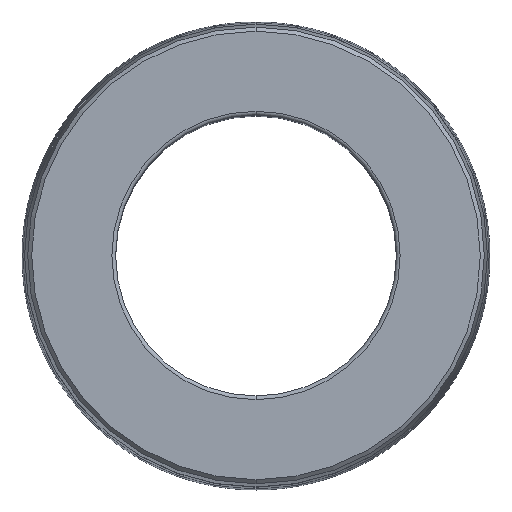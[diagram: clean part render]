
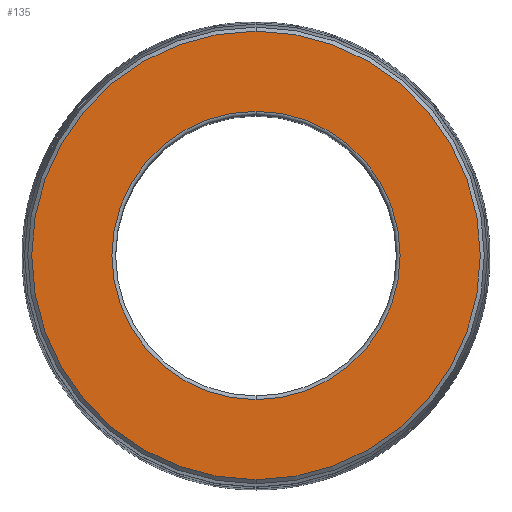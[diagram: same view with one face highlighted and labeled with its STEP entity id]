
A CAD part, top view. The second image highlights one B-rep face of the part: STEP entity #135.
In plain terms, the highlighted planar face has unit normal (0, 0, 1).
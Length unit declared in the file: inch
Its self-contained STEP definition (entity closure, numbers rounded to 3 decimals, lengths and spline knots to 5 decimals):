
#75 = AXIS2_PLACEMENT_3D ( 'NONE', #200, #640, #115 ) ;
#115 = DIRECTION ( 'NONE',  ( 0., -1., 0. ) ) ;
#135 = ADVANCED_FACE ( 'NONE', ( #982, #163 ), #819, .T. ) ;
#163 = FACE_OUTER_BOUND ( 'NONE', #903, .T. ) ;
#200 = CARTESIAN_POINT ( 'NONE',  ( 0., 0., 0.8125 ) ) ;
#239 = ORIENTED_EDGE ( 'NONE', *, *, #917, .T. ) ;
#254 = DIRECTION ( 'NONE',  ( 0., -1., 0. ) ) ;
#265 = DIRECTION ( 'NONE',  ( 0., 0., 1. ) ) ;
#304 = VERTEX_POINT ( 'NONE', #605 ) ;
#378 = CIRCLE ( 'NONE', #1034, 0.385 ) ;
#394 = VERTEX_POINT ( 'NONE', #1116 ) ;
#450 = DIRECTION ( 'NONE',  ( 0., 0., -1. ) ) ;
#476 = ORIENTED_EDGE ( 'NONE', *, *, #612, .T. ) ;
#520 = CARTESIAN_POINT ( 'NONE',  ( 0., 0., 0.8125 ) ) ;
#534 = DIRECTION ( 'NONE',  ( 0., -1., 0. ) ) ;
#541 = DIRECTION ( 'NONE',  ( 0., -1., 0. ) ) ;
#575 = ORIENTED_EDGE ( 'NONE', *, *, #703, .T. ) ;
#603 = EDGE_LOOP ( 'NONE', ( #476, #1031 ) ) ;
#605 = CARTESIAN_POINT ( 'NONE',  ( 0., 0.385, 0.8125 ) ) ;
#612 = EDGE_CURVE ( 'NONE', #948, #304, #378, .T. ) ;
#639 = DIRECTION ( 'NONE',  ( 0., 0., -1. ) ) ;
#640 = DIRECTION ( 'NONE',  ( 0., 0., 1. ) ) ;
#693 = AXIS2_PLACEMENT_3D ( 'NONE', #822, #918, #1048 ) ;
#703 = EDGE_CURVE ( 'NONE', #394, #965, #938, .T. ) ;
#730 = AXIS2_PLACEMENT_3D ( 'NONE', #1093, #450, #541 ) ;
#782 = CARTESIAN_POINT ( 'NONE',  ( 0., 0., 0.8125 ) ) ;
#819 = PLANE ( 'NONE',  #75 ) ;
#822 = CARTESIAN_POINT ( 'NONE',  ( 0., 0., 0.8125 ) ) ;
#851 = CIRCLE ( 'NONE', #693, 0.59897 ) ;
#860 = EDGE_CURVE ( 'NONE', #304, #948, #1091, .T. ) ;
#863 = CARTESIAN_POINT ( 'NONE',  ( 0., -0.385, 0.8125 ) ) ;
#903 = EDGE_LOOP ( 'NONE', ( #575, #239 ) ) ;
#917 = EDGE_CURVE ( 'NONE', #965, #394, #851, .T. ) ;
#918 = DIRECTION ( 'NONE',  ( 0., 0., 1. ) ) ;
#938 = CIRCLE ( 'NONE', #946, 0.59897 ) ;
#946 = AXIS2_PLACEMENT_3D ( 'NONE', #782, #265, #254 ) ;
#948 = VERTEX_POINT ( 'NONE', #863 ) ;
#965 = VERTEX_POINT ( 'NONE', #1138 ) ;
#982 = FACE_BOUND ( 'NONE', #603, .T. ) ;
#1031 = ORIENTED_EDGE ( 'NONE', *, *, #860, .T. ) ;
#1034 = AXIS2_PLACEMENT_3D ( 'NONE', #520, #639, #534 ) ;
#1048 = DIRECTION ( 'NONE',  ( 0., -1., 0. ) ) ;
#1091 = CIRCLE ( 'NONE', #730, 0.385 ) ;
#1093 = CARTESIAN_POINT ( 'NONE',  ( 0., 0., 0.8125 ) ) ;
#1116 = CARTESIAN_POINT ( 'NONE',  ( 0., 0.59897, 0.8125 ) ) ;
#1138 = CARTESIAN_POINT ( 'NONE',  ( 0., -0.59897, 0.8125 ) ) ;
